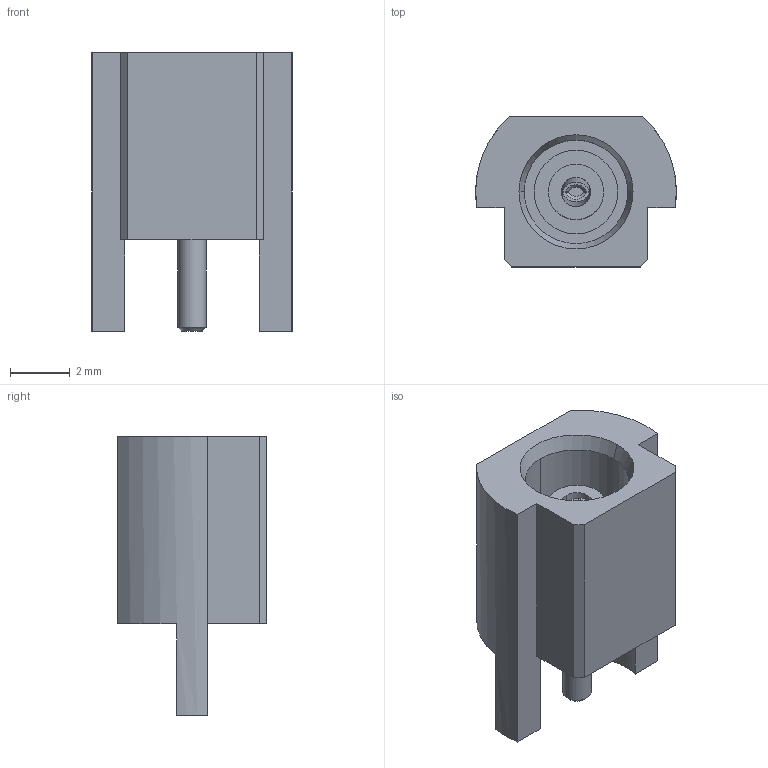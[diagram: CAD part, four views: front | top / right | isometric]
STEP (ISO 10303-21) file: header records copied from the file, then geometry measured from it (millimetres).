
FILE_DESCRIPTION((''),'2;1');
FILE_NAME('734151061','2016-07-29T',('gsharma'),(''),'PRO/ENGINEER BY PARAMETRIC TECHNOLOGY CORPORATION, 2012310','PRO/ENGINEER BY PARAMETRIC TECHNOLOGY CORPORATION, 2012310','');
FILE_SCHEMA(('CONFIG_CONTROL_DESIGN'));
Length unit declared in the file: millimetre
Products named in the file (1): 734151061
Bounding box: 6.7 x 5 x 9.3 mm (x, y, z)
Volume: 149.9 mm3; surface area: 300.1 mm2
Topology: 1 solids, 1 shells, 56 faces, 147 edges, 101 vertices
Faces by surface type: plane 26, cylinder 22, cone 8
Entity records: 1846 total; most frequent: CARTESIAN_POINT 363, DIRECTION 314, ORIENTED_EDGE 294, EDGE_CURVE 147, AXIS2_PLACEMENT_3D 120, VERTEX_POINT 101, VECTOR 74, LINE 74
